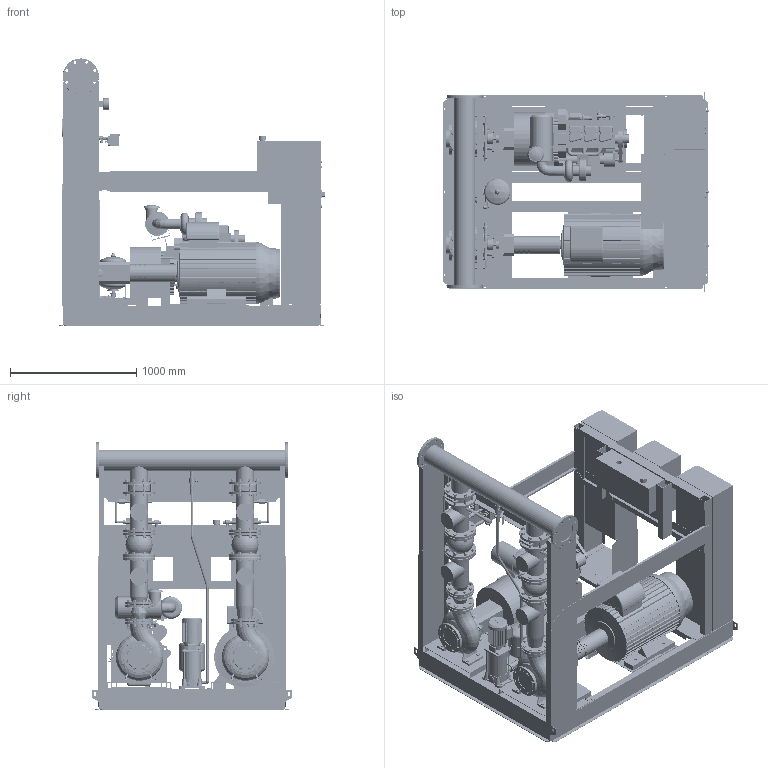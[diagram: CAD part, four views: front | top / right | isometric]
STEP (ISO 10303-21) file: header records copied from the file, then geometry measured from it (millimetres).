
FILE_DESCRIPTION((''),'2;1');
FILE_NAME('3d_Sifire-EN-100_200-219-55_66_1.1EDJ-4184047.stp','2015-05-26T08:09:23',(''),(''),'Mechanical Desktop 2009','Mechanical Desktop 2009',', , ');
FILE_SCHEMA(('CONFIG_CONTROL_DESIGN'));
Length unit declared in the file: millimetre
Products named in the file (1): Product
Bounding box: 2105.5 x 1582 x 2112.5 mm (x, y, z)
Volume: 785570263.6 mm3; surface area: 46399645.7 mm2
Topology: 354 solids, 355 shells, 8395 faces, 20177 edges, 12685 vertices
Faces by surface type: plane 2977, bspline 2452, cylinder 1736, cone 996, torus 197, sphere 37
Entity records: 268042 total; most frequent: CARTESIAN_POINT 84519, ORIENTED_EDGE 40278, DIRECTION 35316, EDGE_CURVE 20139, VERTEX_POINT 12682, AXIS2_PLACEMENT_3D 12589, VECTOR 10138, LINE 10138
